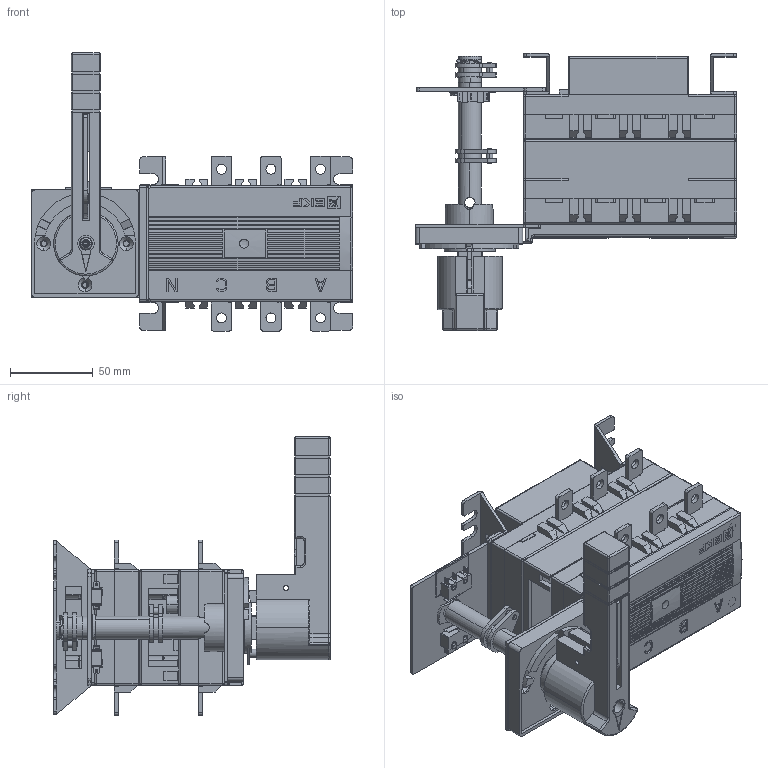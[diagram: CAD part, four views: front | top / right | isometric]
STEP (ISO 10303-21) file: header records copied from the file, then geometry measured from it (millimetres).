
FILE_DESCRIPTION (( 'STEP AP203' ), '1' );
FILE_NAME ('pscs-100-3 Ðóáèëüíèê-ïåðåêëþ÷àòåëü 100A 3P c ðóêîÿòêîé óïðàâëåíèÿ äëÿ ïðÿìîé óñòàíîâêè PowerSwitch EKF.STEP', '2026-04-09T08:25:40', ( '' ), ( '' ), 'SwSTEP 2.0', 'SolidWorks 2021', '' );
FILE_SCHEMA (( 'CONFIG_CONTROL_DESIGN' ));
Products named in the file (1): pscs-100-3 Ðóáèëüíèê-ïåðåêëþ÷àòåëü 100A 3P c ðóêîÿòêîé óïðàâëåíèÿ äëÿ ïðÿìîé óñòàíîâêè PowerSwitch EKF
Bounding box: 194.5 x 167.7 x 168.5 mm (x, y, z)
Volume: 542035.5 mm3; surface area: 323819.3 mm2
Topology: 53 solids, 53 shells, 3240 faces, 8933 edges, 5838 vertices
Faces by surface type: plane 1903, cylinder 1020, bspline 230, cone 61, sphere 13, torus 13
Entity records: 133314 total; most frequent: CARTESIAN_POINT 50805, ORIENTED_EDGE 17660, DIRECTION 16579, EDGE_CURVE 8830, LINE 5845, VECTOR 5845, VERTEX_POINT 5837, AXIS2_PLACEMENT_3D 5367
